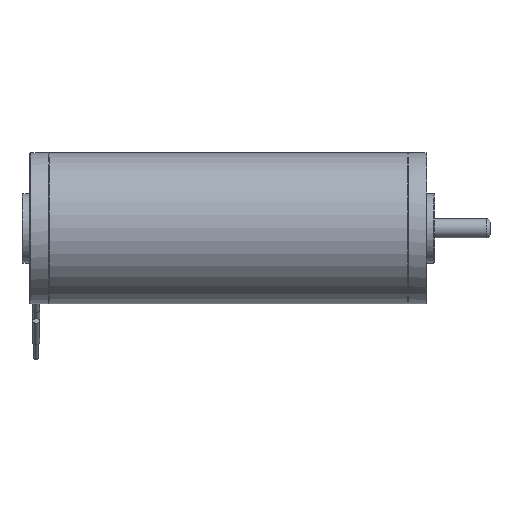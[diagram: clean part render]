
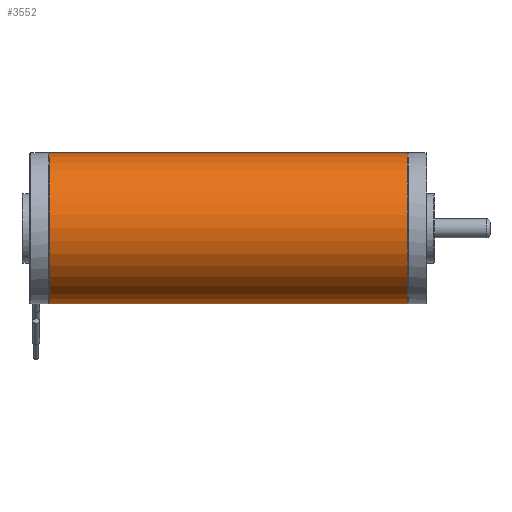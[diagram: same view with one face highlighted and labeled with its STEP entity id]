
A CAD part, front view. The second image highlights one B-rep face of the part: STEP entity #3552.
In plain terms, the highlighted cylindrical face has radius 24 mm (diameter 48 mm), a full revolution.
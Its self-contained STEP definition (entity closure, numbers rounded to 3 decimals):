
#1495=CYLINDRICAL_SURFACE('',#22297,24.);
#3552=ADVANCED_FACE('',(#7308,#7309),#1495,.T.);
#7308=FACE_BOUND('',#8210,.T.);
#7309=FACE_BOUND('',#8211,.T.);
#8210=EDGE_LOOP('',(#10714));
#8211=EDGE_LOOP('',(#10715));
#10714=ORIENTED_EDGE('',*,*,#18273,.T.);
#10715=ORIENTED_EDGE('',*,*,#18274,.T.);
#16100=VERTEX_POINT('',#32971);
#16101=VERTEX_POINT('',#32973);
#18273=EDGE_CURVE('',#16100,#16100,#20903,.T.);
#18274=EDGE_CURVE('',#16101,#16101,#20904,.T.);
#20903=CIRCLE('',#22295,24.);
#20904=CIRCLE('',#22296,24.);
#22295=AXIS2_PLACEMENT_3D('',#32970,#25338,#25339);
#22296=AXIS2_PLACEMENT_3D('',#32972,#25340,#25341);
#22297=AXIS2_PLACEMENT_3D('',#32974,#25342,#25343);
#25338=DIRECTION('',(1.,0.,0.));
#25339=DIRECTION('',(0.,0.,-1.));
#25340=DIRECTION('',(-1.,0.,0.));
#25341=DIRECTION('',(0.,0.,1.));
#25342=DIRECTION('',(-1.,0.,0.));
#25343=DIRECTION('',(0.,0.,-1.));
#32970=CARTESIAN_POINT('',(-139.9,0.,0.));
#32971=CARTESIAN_POINT('',(-139.9,0.,-24.));
#32972=CARTESIAN_POINT('',(-26.1,0.,0.));
#32973=CARTESIAN_POINT('',(-26.1,0.,24.));
#32974=CARTESIAN_POINT('',(-88.066,0.,0.));
